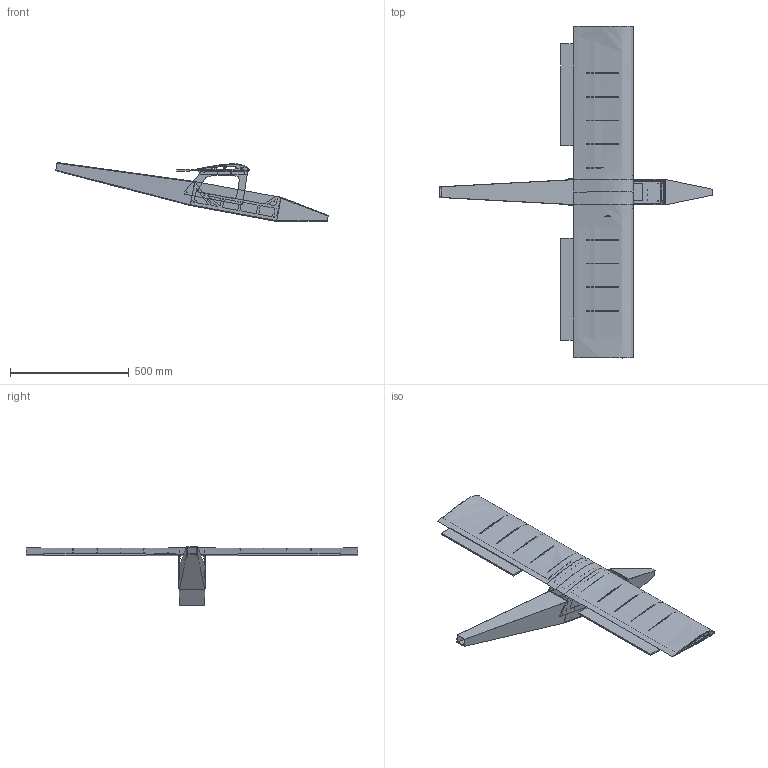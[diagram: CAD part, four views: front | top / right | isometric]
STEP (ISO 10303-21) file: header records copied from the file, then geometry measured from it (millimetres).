
FILE_DESCRIPTION(('STEP AP203'), '1');
FILE_NAME('Êðûëî è êðåïëåíèÿ', '', ('UNSPECIFIED'), ('UNSPECIFIED'), 'C3D Converter', 'C3D Toolkit', '');
FILE_SCHEMA(('CONFIG_CONTROL_DESIGN'));
Length unit declared in the file: millimetre
Assembly tree (27 placements, depth 3):
  (unnamed)
    (unnamed)
      (unnamed)  x2
      (unnamed)  x2
      (unnamed)
      (unnamed)  x6
      (unnamed)  x10
    (unnamed)  x2
    (unnamed)  x2
    (unnamed)
Bounding box: 1149.76 x 1400 x 248.69 mm (x, y, z)
Volume: 4140430.3 mm3; surface area: 2605446.2 mm2
Topology: 34 solids, 34 shells, 957 faces, 2738 edges, 1819 vertices
Faces by surface type: plane 620, extrusion 196, cylinder 141
Full cylindrical faces by diameter (mm): 3 x57, 4 x40, 7 x2, 8 x38
Entity records: 24536 total; most frequent: CARTESIAN_POINT 8949, ORIENTED_EDGE 3088, DIRECTION 2543, EDGE_CURVE 1544, VECTOR 1351, LINE 1270, VERTEX_POINT 1055, EDGE_LOOP 787
